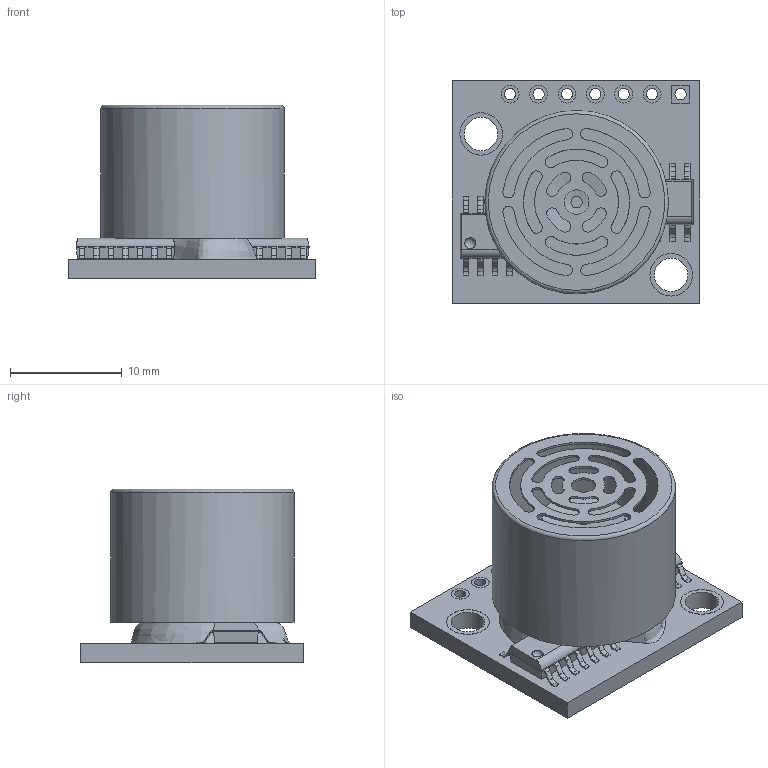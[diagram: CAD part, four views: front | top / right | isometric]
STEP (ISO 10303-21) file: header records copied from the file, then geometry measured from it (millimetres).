
FILE_DESCRIPTION(('FreeCAD Model'),'2;1');
FILE_NAME('HRLV-MaxSonar.step', '2019-05-14T12:45:29',('Author'),(''), 'Open CASCADE STEP processor 7.3','FreeCAD','Unknown');
FILE_SCHEMA(('AUTOMOTIVE_DESIGN { 1 0 10303 214 1 1 1 1 }'));
Length unit declared in the file: millimetre
Products named in the file (1): HRLV-MaxSonar
Bounding box: 22.1 x 19.9 x 15.51 mm (x, y, z)
Volume: 1789.8 mm3; surface area: 3193.2 mm2
Topology: 1 solids, 1 shells, 459 faces, 1278 edges, 822 vertices
Faces by surface type: plane 291, cylinder 162, torus 2, cone 2, bspline 1, sphere 1
Full cylindrical faces by diameter (mm): 1 x7, 1.6 x12, 2.2 x1, 3 x2, 3.8 x4, 9.5 x1, 16 x2, 16.4 x1
Entity records: 18714 total; most frequent: CARTESIAN_POINT 3357, ORIENTED_EDGE 2554, DIRECTION 2489, EDGE_CURVE 1277, LINE 897, VECTOR 897, VERTEX_POINT 822, AXIS2_PLACEMENT_3D 796
